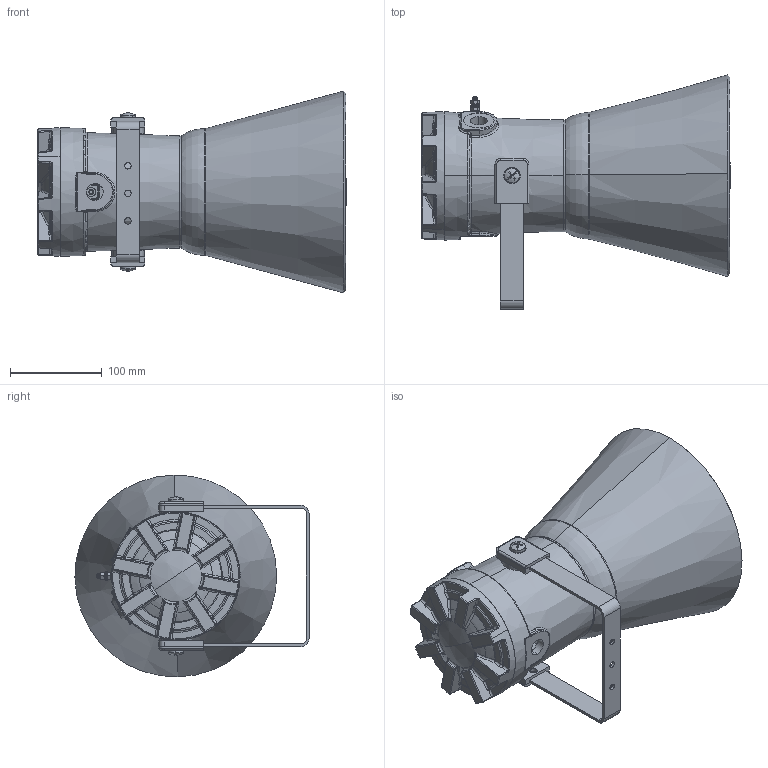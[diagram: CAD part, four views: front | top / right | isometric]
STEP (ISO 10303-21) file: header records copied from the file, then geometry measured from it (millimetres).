
FILE_DESCRIPTION (( 'STEP AP214' ), '1' );
FILE_NAME ('SK0370_Issue_A.STEP', '2015-10-19T10:12:24', ( 'User' ), ( '' ), 'SwSTEP 2.0', 'SolidWorks 2016', '' );
FILE_SCHEMA (( 'AUTOMOTIVE_DESIGN' ));
Length unit declared in the file: millimetre
Products named in the file (1): SK0370_Issue_A
Bounding box: 335.15 x 254.76 x 219.53 mm (x, y, z)
Surface area: 367378.6 mm2 (no closed solid volume)
Topology: 0 solids, 27 shells, 770 faces, 2199 edges, 1403 vertices
Faces by surface type: cylinder 228, bspline 155, plane 153, torus 113, sphere 85, cone 36
Entity records: 45419 total; most frequent: CARTESIAN_POINT 18598, DIRECTION 3737, ORIENTED_EDGE 3711, EDGE_CURVE 2183, AXIS2_PLACEMENT_3D 1515, VERTEX_POINT 1403, CIRCLE 899, EDGE_LOOP 821
